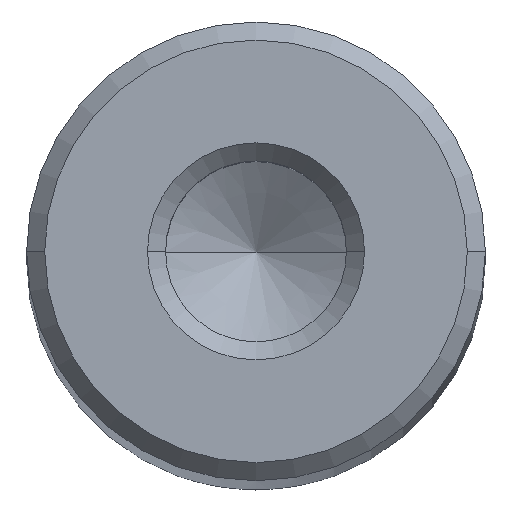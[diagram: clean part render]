
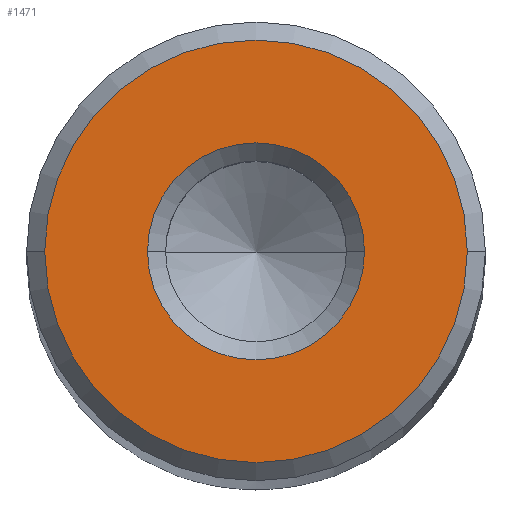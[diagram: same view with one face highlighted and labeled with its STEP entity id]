
A CAD part, top view. The second image highlights one B-rep face of the part: STEP entity #1471.
In plain terms, the highlighted planar face has unit normal (0, 0, 1).
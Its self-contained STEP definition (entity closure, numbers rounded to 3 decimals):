
#99 = CIRCLE ( 'NONE', #3511, 3. ) ;
#264 = CARTESIAN_POINT ( 'NONE',  ( 0., 0., 150. ) ) ;
#321 = CARTESIAN_POINT ( 'NONE',  ( 0., 0., 150. ) ) ;
#336 = AXIS2_PLACEMENT_3D ( 'NONE', #3658, #1845, #3033 ) ;
#846 = AXIS2_PLACEMENT_3D ( 'NONE', #876, #3005, #3648 ) ;
#876 = CARTESIAN_POINT ( 'NONE',  ( 0., 0., 150. ) ) ;
#879 = FACE_BOUND ( 'NONE', #1021, .T. ) ;
#1007 = AXIS2_PLACEMENT_3D ( 'NONE', #264, #3259, #3578 ) ;
#1021 = EDGE_LOOP ( 'NONE', ( #1023, #2990 ) ) ;
#1023 = ORIENTED_EDGE ( 'NONE', *, *, #3270, .T. ) ;
#1107 = CIRCLE ( 'NONE', #846, 3. ) ;
#1216 = AXIS2_PLACEMENT_3D ( 'NONE', #321, #3912, #1510 ) ;
#1217 = CIRCLE ( 'NONE', #336, 5.84 ) ;
#1238 = VERTEX_POINT ( 'NONE', #2676 ) ;
#1471 = ADVANCED_FACE ( 'NONE', ( #879, #3953 ), #2158, .T. ) ;
#1510 = DIRECTION ( 'NONE',  ( 1., 0., 0. ) ) ;
#1664 = ORIENTED_EDGE ( 'NONE', *, *, #3965, .T. ) ;
#1845 = DIRECTION ( 'NONE',  ( 0., 0., 1. ) ) ;
#1858 = VERTEX_POINT ( 'NONE', #3655 ) ;
#1957 = EDGE_LOOP ( 'NONE', ( #1664, #3385 ) ) ;
#1983 = DIRECTION ( 'NONE',  ( 1., 0., 0. ) ) ;
#1994 = VERTEX_POINT ( 'NONE', #2199 ) ;
#2158 = PLANE ( 'NONE',  #1216 ) ;
#2199 = CARTESIAN_POINT ( 'NONE',  ( 3., 0., 150. ) ) ;
#2444 = VERTEX_POINT ( 'NONE', #3783 ) ;
#2568 = DIRECTION ( 'NONE',  ( 0., 0., -1. ) ) ;
#2672 = EDGE_CURVE ( 'NONE', #1238, #2444, #3438, .T. ) ;
#2676 = CARTESIAN_POINT ( 'NONE',  ( 5.84, 0., 150. ) ) ;
#2852 = EDGE_CURVE ( 'NONE', #1858, #1994, #99, .T. ) ;
#2990 = ORIENTED_EDGE ( 'NONE', *, *, #2852, .T. ) ;
#3005 = DIRECTION ( 'NONE',  ( 0., 0., -1. ) ) ;
#3033 = DIRECTION ( 'NONE',  ( 1., 0., 0. ) ) ;
#3235 = CARTESIAN_POINT ( 'NONE',  ( 0., 0., 150. ) ) ;
#3259 = DIRECTION ( 'NONE',  ( 0., 0., 1. ) ) ;
#3270 = EDGE_CURVE ( 'NONE', #1994, #1858, #1107, .T. ) ;
#3385 = ORIENTED_EDGE ( 'NONE', *, *, #2672, .T. ) ;
#3438 = CIRCLE ( 'NONE', #1007, 5.84 ) ;
#3511 = AXIS2_PLACEMENT_3D ( 'NONE', #3235, #2568, #1983 ) ;
#3578 = DIRECTION ( 'NONE',  ( 1., 0., 0. ) ) ;
#3648 = DIRECTION ( 'NONE',  ( 1., 0., 0. ) ) ;
#3655 = CARTESIAN_POINT ( 'NONE',  ( -3., 0., 150. ) ) ;
#3658 = CARTESIAN_POINT ( 'NONE',  ( 0., 0., 150. ) ) ;
#3783 = CARTESIAN_POINT ( 'NONE',  ( -5.84, 0., 150. ) ) ;
#3912 = DIRECTION ( 'NONE',  ( 0., 0., 1. ) ) ;
#3953 = FACE_OUTER_BOUND ( 'NONE', #1957, .T. ) ;
#3965 = EDGE_CURVE ( 'NONE', #2444, #1238, #1217, .T. ) ;
